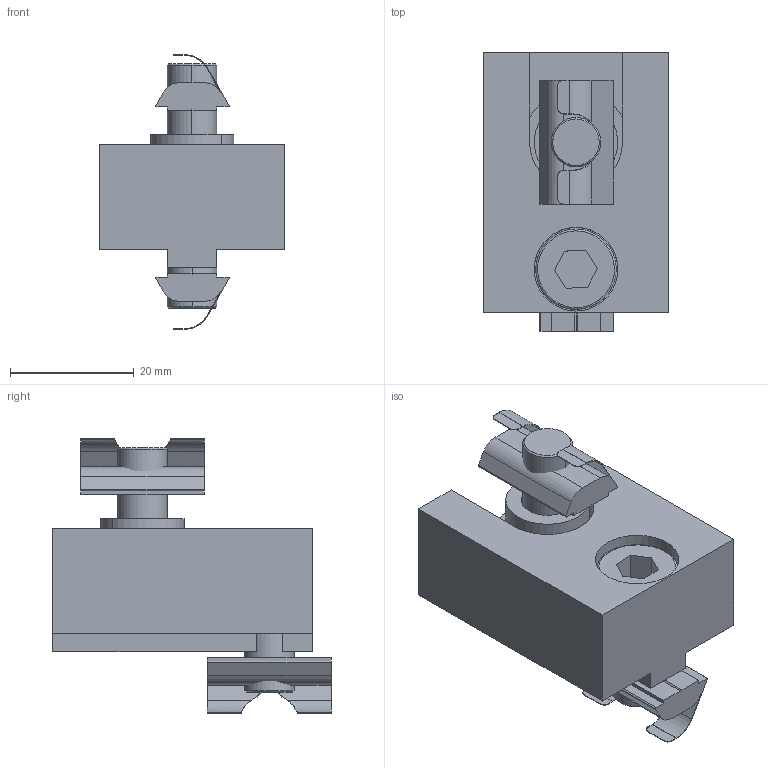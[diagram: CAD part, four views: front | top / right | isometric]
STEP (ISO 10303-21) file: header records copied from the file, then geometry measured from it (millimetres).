
FILE_DESCRIPTION (( 'STEP AP203' ), '1' );
FILE_NAME ('084.407.009.STEP', '2018-03-12T13:01:35', ( '' ), ( '' ), 'SwSTEP 2.0', 'SolidWorks 2016', '' );
FILE_SCHEMA (( 'CONFIG_CONTROL_DESIGN' ));
Length unit declared in the file: millimetre
Products named in the file (5): 084.301.000 VITI ALUSIC_084.301.003; 084.407.001a; 084.407.001b; 084.407.009; 084.302.118
Assembly tree (6 placements, depth 2):
  084.407.009
    084.407.001a
    084.407.001b
    084.301.000 VITI ALUSIC_084.301.003  x2
    084.302.118  x2
Bounding box: 30 x 45 x 44.3 mm (x, y, z)
Volume: 19865.5 mm3; surface area: 12274.2 mm2
Topology: 6 solids, 6 shells, 160 faces, 426 edges, 280 vertices
Faces by surface type: plane 90, cylinder 58, cone 4, torus 4, bspline 4
Entity records: 3819 total; most frequent: CARTESIAN_POINT 731, DIRECTION 534, ORIENTED_EDGE 528, EDGE_CURVE 264, AXIS2_PLACEMENT_3D 185, VERTEX_POINT 174, VECTOR 164, LINE 164
